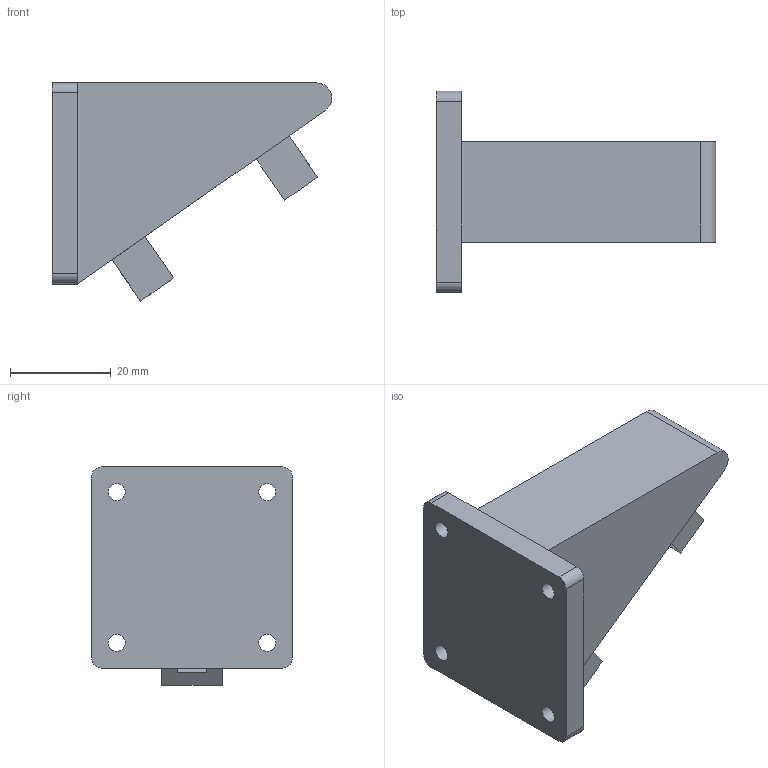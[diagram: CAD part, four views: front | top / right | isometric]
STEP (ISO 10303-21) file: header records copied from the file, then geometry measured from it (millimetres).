
FILE_DESCRIPTION(('FreeCAD Model'),'2;1');
FILE_NAME('holder.stp','2018-11-20T13:08:48',('Author'),(''), 'Open CASCADE STEP processor 7.3','FreeCAD','Unknown');
FILE_SCHEMA(('AUTOMOTIVE_DESIGN { 1 0 10303 214 1 1 1 1 }'));
Length unit declared in the file: millimetre
Products named in the file (1): Basler_holder
Bounding box: 55.61 x 40 x 43.39 mm (x, y, z)
Volume: 31684.6 mm3; surface area: 9001.5 mm2
Topology: 1 solids, 1 shells, 44 faces, 110 edges, 72 vertices
Faces by surface type: plane 31, cylinder 13
Full cylindrical faces by diameter (mm): 3.4 x4, 4.2 x4
Entity records: 2833 total; most frequent: CARTESIAN_POINT 531, DIRECTION 432, LINE 278, VECTOR 278, ORIENTED_EDGE 220, PCURVE 220, DEFINITIONAL_REPRESENTATION 220, EDGE_CURVE 110
